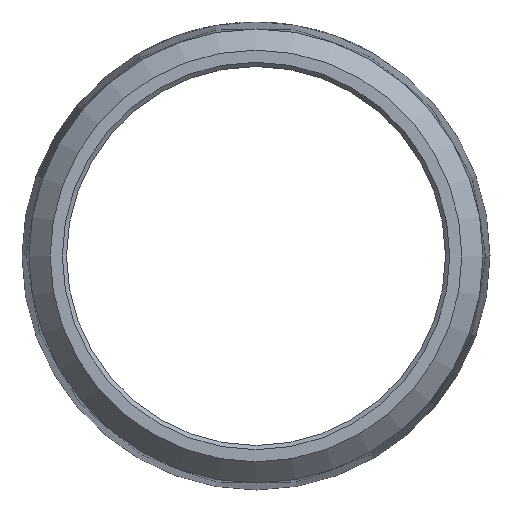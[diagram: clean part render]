
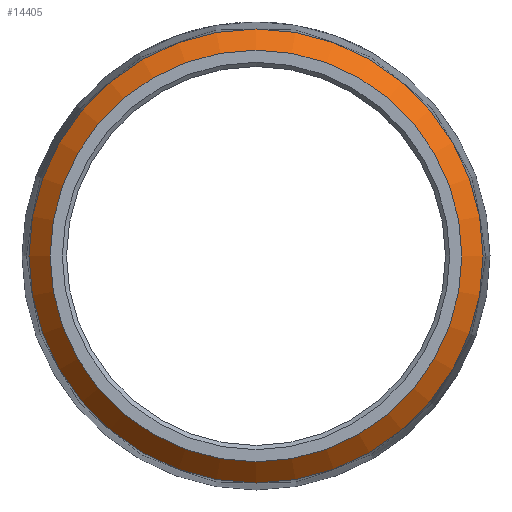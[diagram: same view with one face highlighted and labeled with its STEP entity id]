
A CAD part, left-side view. The second image highlights one B-rep face of the part: STEP entity #14405.
In plain terms, the highlighted conical face has half-angle 45 degrees and reference radius 16.348 mm.
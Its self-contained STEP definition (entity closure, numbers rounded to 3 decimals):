
#558 = VERTEX_POINT ( 'NONE', #4341 ) ;
#1185 = CIRCLE ( 'NONE', #4483, 16.348 ) ;
#3498 = DIRECTION ( 'NONE',  ( 0., 1., 0. ) ) ;
#3602 = CARTESIAN_POINT ( 'NONE',  ( -70., 0., 0. ) ) ;
#3691 = EDGE_LOOP ( 'NONE', ( #15325 ) ) ;
#3779 = AXIS2_PLACEMENT_3D ( 'NONE', #9876, #9530, #3498 ) ;
#3861 = DIRECTION ( 'NONE',  ( 0., 1., 0. ) ) ;
#4341 = CARTESIAN_POINT ( 'NONE',  ( -70., 14.82, 0. ) ) ;
#4483 = AXIS2_PLACEMENT_3D ( 'NONE', #16664, #4836, #11112 ) ;
#4836 = DIRECTION ( 'NONE',  ( 1., 0., 0. ) ) ;
#6096 = EDGE_CURVE ( 'NONE', #558, #558, #14017, .T. ) ;
#6212 = CARTESIAN_POINT ( 'NONE',  ( -68.472, 16.348, 0. ) ) ;
#8196 = AXIS2_PLACEMENT_3D ( 'NONE', #3602, #13101, #3861 ) ;
#8585 = FACE_OUTER_BOUND ( 'NONE', #14037, .T. ) ;
#9530 = DIRECTION ( 'NONE',  ( 1., 0., 0. ) ) ;
#9876 = CARTESIAN_POINT ( 'NONE',  ( -68.472, 0., 0. ) ) ;
#11112 = DIRECTION ( 'NONE',  ( 0., 1., 0. ) ) ;
#11209 = CONICAL_SURFACE ( 'NONE', #3779, 16.348, 0.785 ) ;
#12481 = FACE_BOUND ( 'NONE', #3691, .T. ) ;
#13101 = DIRECTION ( 'NONE',  ( 1., 0., 0. ) ) ;
#14017 = CIRCLE ( 'NONE', #8196, 14.82 ) ;
#14037 = EDGE_LOOP ( 'NONE', ( #14889 ) ) ;
#14405 = ADVANCED_FACE ( 'NONE', ( #12481, #8585 ), #11209, .T. ) ;
#14889 = ORIENTED_EDGE ( 'NONE', *, *, #15697, .F. ) ;
#15325 = ORIENTED_EDGE ( 'NONE', *, *, #6096, .T. ) ;
#15697 = EDGE_CURVE ( 'NONE', #16269, #16269, #1185, .T. ) ;
#16269 = VERTEX_POINT ( 'NONE', #6212 ) ;
#16664 = CARTESIAN_POINT ( 'NONE',  ( -68.472, 0., 0. ) ) ;
